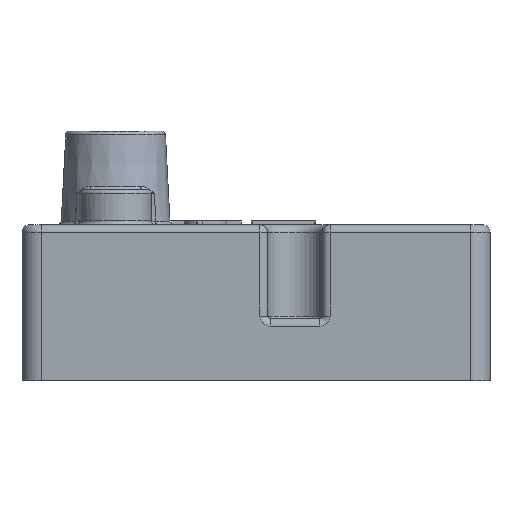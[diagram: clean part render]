
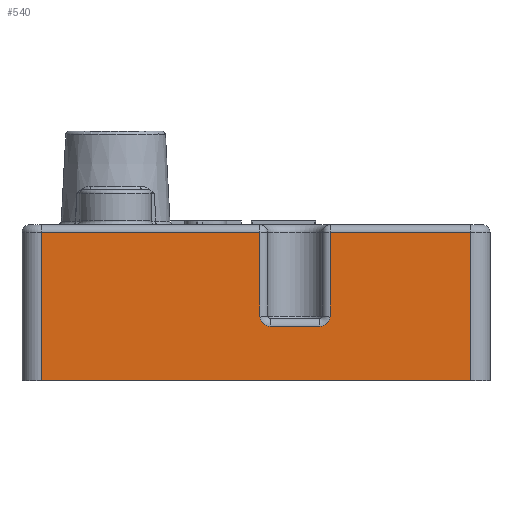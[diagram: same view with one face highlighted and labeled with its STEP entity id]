
A CAD part, front view. The second image highlights one B-rep face of the part: STEP entity #540.
In plain terms, the highlighted planar face has unit normal (0, -1, 0).
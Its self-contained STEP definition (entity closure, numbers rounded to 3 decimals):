
#265=FACE_OUTER_BOUND('',#1928,.T.);
#540=ADVANCED_FACE('',(#265),#858,.T.);
#858=PLANE('',#5219);
#981=CIRCLE('',#5217,1.3);
#982=CIRCLE('',#5218,1.3);
#1237=LINE('',#7932,#1501);
#1238=LINE('',#7935,#1502);
#1239=LINE('',#7937,#1503);
#1240=LINE('',#7939,#1504);
#1241=LINE('',#7941,#1505);
#1242=LINE('',#7943,#1506);
#1243=LINE('',#7945,#1507);
#1244=LINE('',#7949,#1508);
#1501=VECTOR('',#5781,1.);
#1502=VECTOR('',#5782,1.);
#1503=VECTOR('',#5783,1.);
#1504=VECTOR('',#5784,1.);
#1505=VECTOR('',#5785,1.);
#1506=VECTOR('',#5786,1.);
#1507=VECTOR('',#5787,1.);
#1508=VECTOR('',#5790,1.);
#1928=EDGE_LOOP('',(#2467,#2468,#2469,#2470,#2471,#2472,#2473,#2474,#2475,
#2476));
#2467=ORIENTED_EDGE('',*,*,#4339,.T.);
#2468=ORIENTED_EDGE('',*,*,#4340,.T.);
#2469=ORIENTED_EDGE('',*,*,#4341,.T.);
#2470=ORIENTED_EDGE('',*,*,#4342,.T.);
#2471=ORIENTED_EDGE('',*,*,#4343,.T.);
#2472=ORIENTED_EDGE('',*,*,#4344,.T.);
#2473=ORIENTED_EDGE('',*,*,#4345,.T.);
#2474=ORIENTED_EDGE('',*,*,#4346,.F.);
#2475=ORIENTED_EDGE('',*,*,#4347,.T.);
#2476=ORIENTED_EDGE('',*,*,#4348,.F.);
#3869=VERTEX_POINT('',#7933);
#3870=VERTEX_POINT('',#7934);
#3871=VERTEX_POINT('',#7936);
#3872=VERTEX_POINT('',#7938);
#3873=VERTEX_POINT('',#7940);
#3874=VERTEX_POINT('',#7942);
#3875=VERTEX_POINT('',#7944);
#3876=VERTEX_POINT('',#7946);
#3877=VERTEX_POINT('',#7948);
#3878=VERTEX_POINT('',#7950);
#4339=EDGE_CURVE('',#3869,#3870,#1237,.T.);
#4340=EDGE_CURVE('',#3870,#3871,#1238,.T.);
#4341=EDGE_CURVE('',#3871,#3872,#1239,.T.);
#4342=EDGE_CURVE('',#3872,#3873,#1240,.T.);
#4343=EDGE_CURVE('',#3873,#3874,#1241,.T.);
#4344=EDGE_CURVE('',#3874,#3875,#1242,.T.);
#4345=EDGE_CURVE('',#3875,#3876,#1243,.T.);
#4346=EDGE_CURVE('',#3877,#3876,#981,.T.);
#4347=EDGE_CURVE('',#3877,#3878,#1244,.T.);
#4348=EDGE_CURVE('',#3869,#3878,#982,.T.);
#5217=AXIS2_PLACEMENT_3D('',#7947,#5788,#5789);
#5218=AXIS2_PLACEMENT_3D('',#7951,#5791,#5792);
#5219=AXIS2_PLACEMENT_3D('',#7952,#5793,#5794);
#5781=DIRECTION('',(0.,0.,1.));
#5782=DIRECTION('',(-1.,0.,0.));
#5783=DIRECTION('',(0.,0.,-1.));
#5784=DIRECTION('',(1.,0.,0.));
#5785=DIRECTION('',(0.,0.,1.));
#5786=DIRECTION('',(-1.,0.,0.));
#5787=DIRECTION('',(0.,0.,-1.));
#5788=DIRECTION('',(0.,-1.,0.));
#5789=DIRECTION('',(0.,0.,-1.));
#5790=DIRECTION('',(-1.,0.,0.));
#5791=DIRECTION('',(0.,-1.,0.));
#5792=DIRECTION('',(0.,0.,-1.));
#5793=DIRECTION('',(0.,-1.,0.));
#5794=DIRECTION('',(0.,0.,-1.));
#7932=CARTESIAN_POINT('',(30.5,0.,20.));
#7933=CARTESIAN_POINT('',(30.5,0.,8.3));
#7934=CARTESIAN_POINT('',(30.5,0.,19.));
#7935=CARTESIAN_POINT('',(30.,0.,19.));
#7936=CARTESIAN_POINT('',(2.5,0.,19.));
#7937=CARTESIAN_POINT('',(2.5,0.,0.));
#7938=CARTESIAN_POINT('',(2.5,0.,0.));
#7939=CARTESIAN_POINT('',(30.,0.,0.));
#7940=CARTESIAN_POINT('',(57.5,0.,0.));
#7941=CARTESIAN_POINT('',(57.5,0.,0.));
#7942=CARTESIAN_POINT('',(57.5,0.,19.));
#7943=CARTESIAN_POINT('',(30.,0.,19.));
#7944=CARTESIAN_POINT('',(39.5,0.,19.));
#7945=CARTESIAN_POINT('',(39.5,0.,8.));
#7946=CARTESIAN_POINT('',(39.5,0.,8.3));
#7947=CARTESIAN_POINT('',(38.2,0.,8.3));
#7948=CARTESIAN_POINT('',(38.2,0.,7.));
#7949=CARTESIAN_POINT('',(30.,0.,7.));
#7950=CARTESIAN_POINT('',(31.8,0.,7.));
#7951=CARTESIAN_POINT('',(31.8,0.,8.3));
#7952=CARTESIAN_POINT('',(30.,0.,0.));
